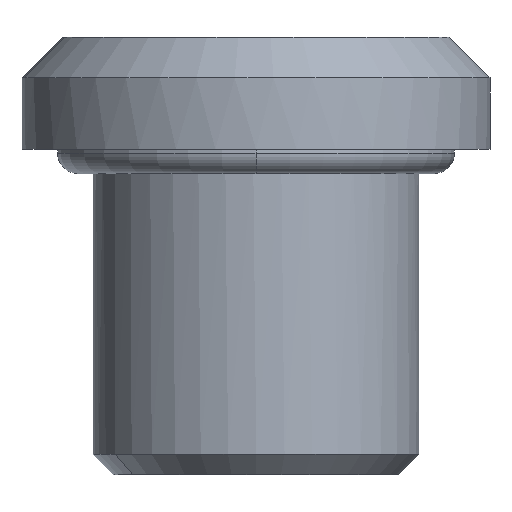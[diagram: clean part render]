
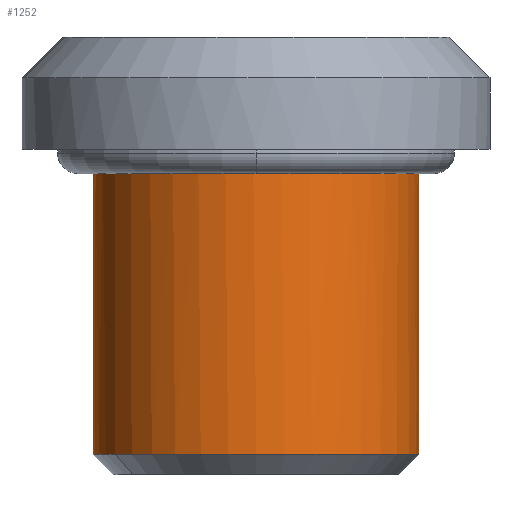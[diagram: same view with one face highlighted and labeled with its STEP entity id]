
A CAD part, left-side view. The second image highlights one B-rep face of the part: STEP entity #1252.
In plain terms, the highlighted cylindrical face has radius 8 mm (diameter 16 mm), a partial arc.
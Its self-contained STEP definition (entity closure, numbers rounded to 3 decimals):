
#1202=AXIS2_PLACEMENT_3D('Circle Axis2P3D',#1200,#1201,$) ;
#1216=AXIS2_PLACEMENT_3D('Cylinder Axis2P3D',#1213,#1214,#1215) ;
#1234=AXIS2_PLACEMENT_3D('Circle Axis2P3D',#1232,#1233,$) ;
#1241=AXIS2_PLACEMENT_3D('Circle Axis2P3D',#1239,#1240,$) ;
#1155=CARTESIAN_POINT('Vertex',(4.479,7.665,16.)) ;
#1159=CARTESIAN_POINT('Control Point',(4.479,7.665,16.)) ;
#1160=CARTESIAN_POINT('Control Point',(5.506,5.785,16.)) ;
#1161=CARTESIAN_POINT('Control Point',(7.21,4.268,16.)) ;
#1162=CARTESIAN_POINT('Control Point',(9.358,3.5,16.)) ;
#1163=CARTESIAN_POINT('Control Point',(11.5,3.5,16.)) ;
#1164=CARTESIAN_POINT('Vertex',(11.5,3.5,16.)) ;
#1197=CARTESIAN_POINT('Vertex',(11.5,19.5,16.)) ;
#1200=CARTESIAN_POINT('Axis2P3D Location',(11.5,11.5,16.)) ;
#1213=CARTESIAN_POINT('Axis2P3D Location',(11.5,11.5,8.)) ;
#1218=CARTESIAN_POINT('Line Origine',(11.5,3.5,8.)) ;
#1222=CARTESIAN_POINT('Vertex',(11.5,3.5,1.)) ;
#1225=CARTESIAN_POINT('Line Origine',(11.5,19.5,8.)) ;
#1229=CARTESIAN_POINT('Vertex',(11.5,19.5,1.)) ;
#1232=CARTESIAN_POINT('Axis2P3D Location',(11.5,11.5,1.)) ;
#1236=CARTESIAN_POINT('Vertex',(7.478,18.415,1.)) ;
#1239=CARTESIAN_POINT('Axis2P3D Location',(11.5,11.5,1.)) ;
#1201=DIRECTION('Axis2P3D Direction',(0.,0.,1.)) ;
#1214=DIRECTION('Axis2P3D Direction',(0.,0.,-1.)) ;
#1215=DIRECTION('Axis2P3D XDirection',(0.,-1.,0.)) ;
#1219=DIRECTION('Vector Direction',(0.,0.,-1.)) ;
#1226=DIRECTION('Vector Direction',(0.,0.,-1.)) ;
#1233=DIRECTION('Axis2P3D Direction',(0.,0.,-1.)) ;
#1240=DIRECTION('Axis2P3D Direction',(0.,0.,-1.)) ;
#1220=VECTOR('Line Direction',#1219,1.) ;
#1227=VECTOR('Line Direction',#1226,1.) ;
#1245=ORIENTED_EDGE('',*,*,#1224,.T.) ;
#1246=ORIENTED_EDGE('',*,*,#1166,.T.) ;
#1247=ORIENTED_EDGE('',*,*,#1204,.T.) ;
#1248=ORIENTED_EDGE('',*,*,#1231,.F.) ;
#1249=ORIENTED_EDGE('',*,*,#1238,.F.) ;
#1250=ORIENTED_EDGE('',*,*,#1243,.F.) ;
#1252=ADVANCED_FACE('Stopper Plug_M16.1\\Koerper.2',(#1251),#1217,.T.) ;
#1158=B_SPLINE_CURVE_WITH_KNOTS('',4,(#1159,#1160,#1161,#1162,#1163),.UNSPECIFIED.,.F.,.U.,(5,5),(-4.283,4.283),.UNSPECIFIED.) ;
#1203=CIRCLE('generated circle',#1202,8.) ;
#1235=CIRCLE('generated circle',#1234,8.) ;
#1242=CIRCLE('generated circle',#1241,8.) ;
#1217=CYLINDRICAL_SURFACE('generated cylinder',#1216,8.) ;
#1166=EDGE_CURVE('',#1165,#1156,#1158,.F.) ;
#1204=EDGE_CURVE('',#1156,#1198,#1203,.F.) ;
#1224=EDGE_CURVE('',#1223,#1165,#1221,.F.) ;
#1231=EDGE_CURVE('',#1230,#1198,#1228,.F.) ;
#1238=EDGE_CURVE('',#1237,#1230,#1235,.T.) ;
#1243=EDGE_CURVE('',#1223,#1237,#1242,.T.) ;
#1244=EDGE_LOOP('',(#1245,#1246,#1247,#1248,#1249,#1250)) ;
#1251=FACE_OUTER_BOUND('',#1244,.T.) ;
#1221=LINE('Line',#1218,#1220) ;
#1228=LINE('Line',#1225,#1227) ;
#1156=VERTEX_POINT('',#1155) ;
#1165=VERTEX_POINT('',#1164) ;
#1198=VERTEX_POINT('',#1197) ;
#1223=VERTEX_POINT('',#1222) ;
#1230=VERTEX_POINT('',#1229) ;
#1237=VERTEX_POINT('',#1236) ;
